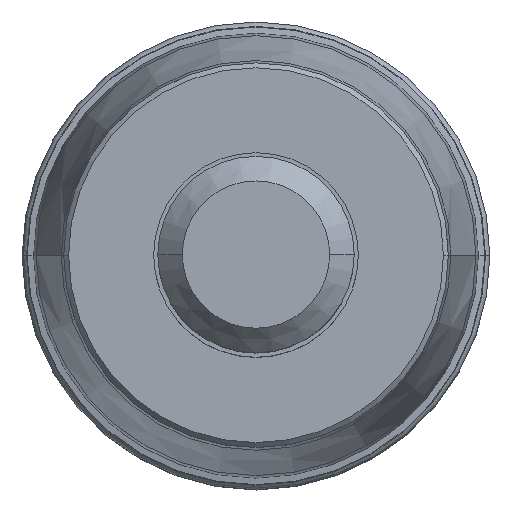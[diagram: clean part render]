
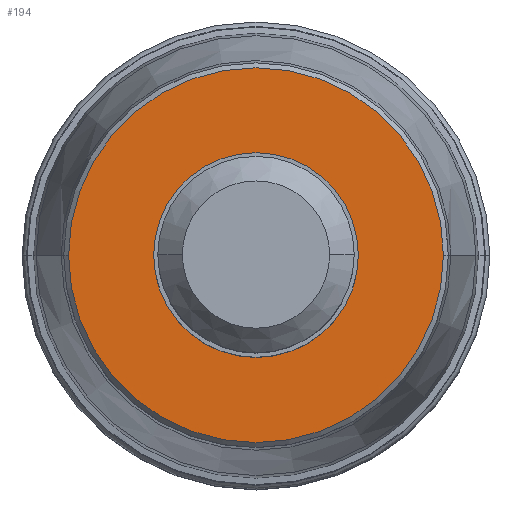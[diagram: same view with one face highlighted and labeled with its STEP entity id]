
A CAD part, top view. The second image highlights one B-rep face of the part: STEP entity #194.
In plain terms, the highlighted planar face has unit normal (0, 0, 1).
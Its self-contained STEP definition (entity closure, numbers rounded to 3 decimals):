
#29=PLANE('',#1619);
#35=FACE_BOUND('',#382,.T.);
#36=FACE_BOUND('',#383,.T.);
#194=ADVANCED_FACE('',(#35,#36),#29,.F.);
#382=EDGE_LOOP('',(#648,#649,#650,#651));
#383=EDGE_LOOP('',(#652,#653));
#648=ORIENTED_EDGE('',*,*,#1025,.T.);
#649=ORIENTED_EDGE('',*,*,#1029,.T.);
#650=ORIENTED_EDGE('',*,*,#1028,.T.);
#651=ORIENTED_EDGE('',*,*,#1026,.T.);
#652=ORIENTED_EDGE('',*,*,#1030,.T.);
#653=ORIENTED_EDGE('',*,*,#1031,.T.);
#864=VERTEX_POINT('',#3346);
#865=VERTEX_POINT('',#3348);
#866=VERTEX_POINT('',#3350);
#867=VERTEX_POINT('',#3354);
#868=VERTEX_POINT('',#3358);
#869=VERTEX_POINT('',#3359);
#1025=EDGE_CURVE('',#865,#864,#1239,.T.);
#1026=EDGE_CURVE('',#866,#865,#1240,.T.);
#1028=EDGE_CURVE('',#867,#866,#1241,.T.);
#1029=EDGE_CURVE('',#864,#867,#1242,.T.);
#1030=EDGE_CURVE('',#868,#869,#1243,.T.);
#1031=EDGE_CURVE('',#869,#868,#1244,.T.);
#1239=CIRCLE('',#1611,11.45);
#1240=CIRCLE('',#1612,11.45);
#1241=CIRCLE('',#1614,11.45);
#1242=CIRCLE('',#1615,11.45);
#1243=CIRCLE('',#1617,6.25);
#1244=CIRCLE('',#1618,6.25);
#1611=AXIS2_PLACEMENT_3D('',#3347,#1975,#1976);
#1612=AXIS2_PLACEMENT_3D('',#3349,#1977,#1978);
#1614=AXIS2_PLACEMENT_3D('',#3353,#1982,#1983);
#1615=AXIS2_PLACEMENT_3D('',#3355,#1984,#1985);
#1617=AXIS2_PLACEMENT_3D('',#3357,#1988,#1989);
#1618=AXIS2_PLACEMENT_3D('',#3360,#1990,#1991);
#1619=AXIS2_PLACEMENT_3D('',#3361,#1992,#1993);
#1975=DIRECTION('',(0.,0.,1.));
#1976=DIRECTION('',(0.,1.,0.));
#1977=DIRECTION('',(0.,0.,1.));
#1978=DIRECTION('',(1.,0.,0.));
#1982=DIRECTION('',(0.,0.,1.));
#1983=DIRECTION('',(0.,-1.,0.));
#1984=DIRECTION('',(0.,0.,1.));
#1985=DIRECTION('',(-1.,0.,0.));
#1988=DIRECTION('',(0.,0.,-1.));
#1989=DIRECTION('',(-1.,0.,0.));
#1990=DIRECTION('',(0.,0.,-1.));
#1991=DIRECTION('',(1.,0.,0.));
#1992=DIRECTION('',(0.,0.,-1.));
#1993=DIRECTION('',(1.,0.,0.));
#3346=CARTESIAN_POINT('',(-11.45,0.,0.));
#3347=CARTESIAN_POINT('',(0.,0.,0.));
#3348=CARTESIAN_POINT('',(0.,11.45,0.));
#3349=CARTESIAN_POINT('',(0.,0.,0.));
#3350=CARTESIAN_POINT('',(11.45,0.,0.));
#3353=CARTESIAN_POINT('',(0.,0.,0.));
#3354=CARTESIAN_POINT('',(0.,-11.45,0.));
#3355=CARTESIAN_POINT('',(0.,0.,0.));
#3357=CARTESIAN_POINT('',(0.,0.,0.));
#3358=CARTESIAN_POINT('',(-6.25,0.,0.));
#3359=CARTESIAN_POINT('',(6.25,0.,0.));
#3360=CARTESIAN_POINT('',(0.,0.,0.));
#3361=CARTESIAN_POINT('',(0.,0.,0.));
